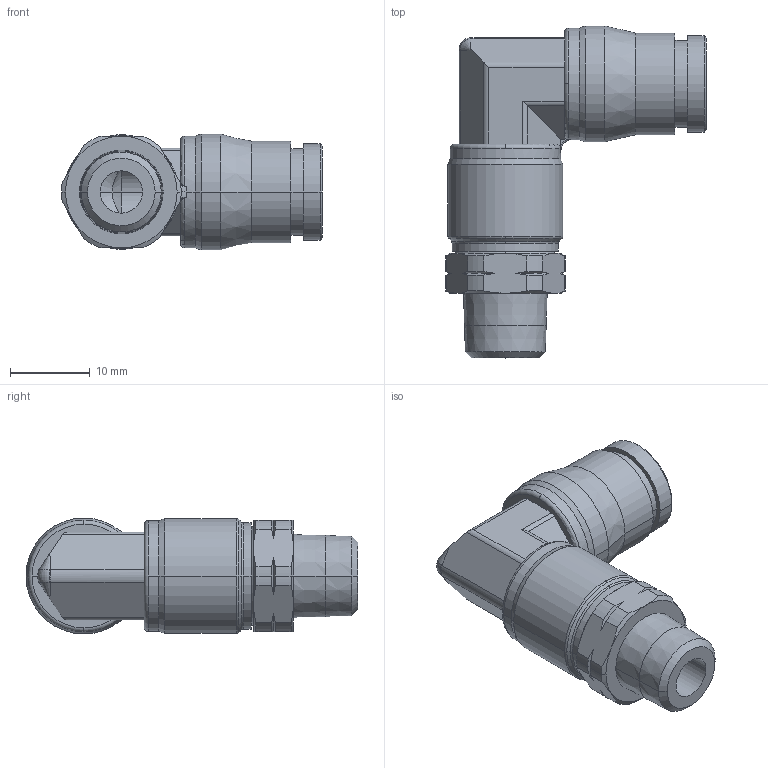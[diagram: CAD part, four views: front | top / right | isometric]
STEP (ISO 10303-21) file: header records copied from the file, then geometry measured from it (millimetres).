
FILE_DESCRIPTION(('STEP AP214'),'1');
FILE_NAME('3809_08_11.stp','2016-07-07T14:27:23',('TraceParts'),('TraceParts S.A.'),'Spatial InterOp 3D',' ',' ');
FILE_SCHEMA(('automotive_design'));
Length unit declared in the file: millimetre
Products named in the file (1): 1
Bounding box: 32.73 x 41.64 x 14.53 mm (x, y, z)
Volume: 5049.8 mm3; surface area: 4208.1 mm2
Topology: 1 solids, 1 shells, 169 faces, 421 edges, 261 vertices
Faces by surface type: cone 60, cylinder 55, plane 36, torus 18
Entity records: 8145 total; most frequent: CARTESIAN_POINT 4181, DIRECTION 868, ORIENTED_EDGE 834, EDGE_CURVE 417, AXIS2_PLACEMENT_3D 366, VERTEX_POINT 261, CIRCLE 188, EDGE_LOOP 182
